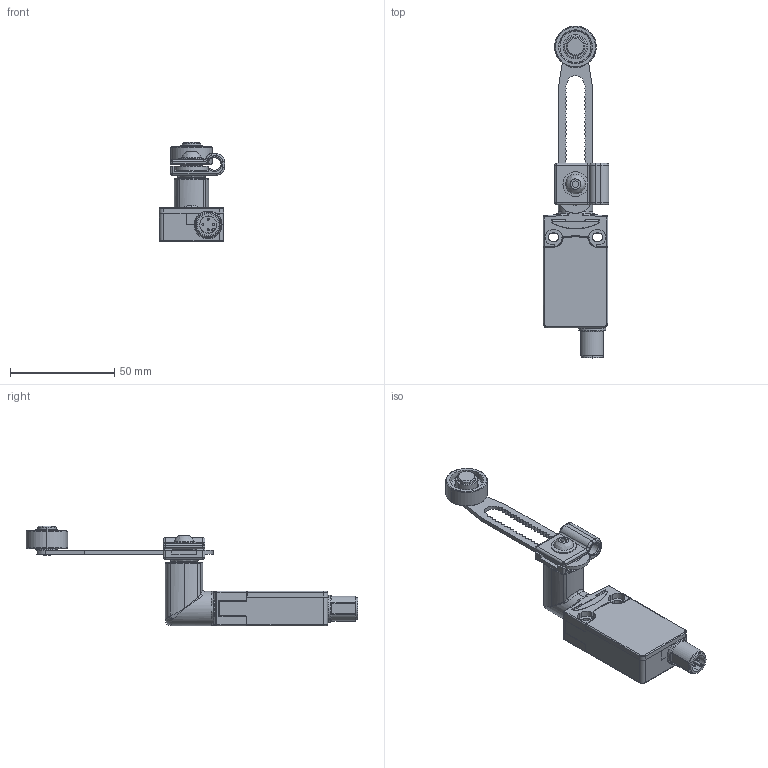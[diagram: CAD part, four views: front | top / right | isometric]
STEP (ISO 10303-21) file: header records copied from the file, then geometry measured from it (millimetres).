
FILE_DESCRIPTION (( 'STEP AP203' ), '1' );
FILE_NAME ('PS116Z11-STN200_Default.step', '2022-10-27T18:30:07', ( 'Windows User' ), ( 'AUTOMATION DIRECT' ), 'SwSTEP 2.0', 'SolidWorks 2021', '' );
FILE_SCHEMA (( 'CONFIG_CONTROL_DESIGN' ));
Products named in the file (1): PS116Z11-STN200_Default
Bounding box: 31.5 x 159.53 x 47.9 mm (x, y, z)
Volume: 42307.9 mm3; surface area: 20699 mm2
Topology: 1 solids, 1 shells, 1429 faces, 3864 edges, 2412 vertices
Faces by surface type: cylinder 688, plane 442, bspline 265, cone 32, torus 2
Entity records: 56146 total; most frequent: CARTESIAN_POINT 21770, ORIENTED_EDGE 7644, DIRECTION 6850, EDGE_CURVE 3822, AXIS2_PLACEMENT_3D 2530, VERTEX_POINT 2412, LINE 1790, VECTOR 1790
